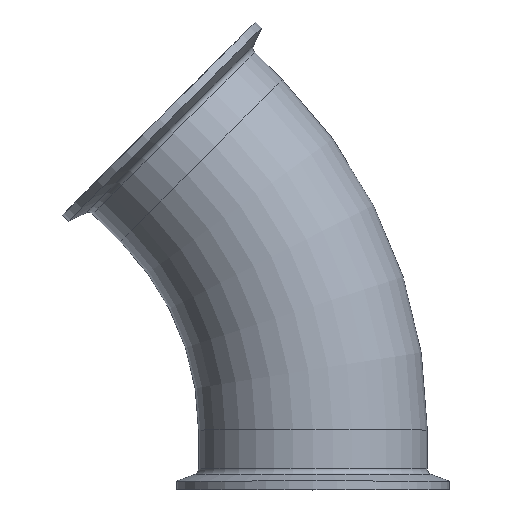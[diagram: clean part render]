
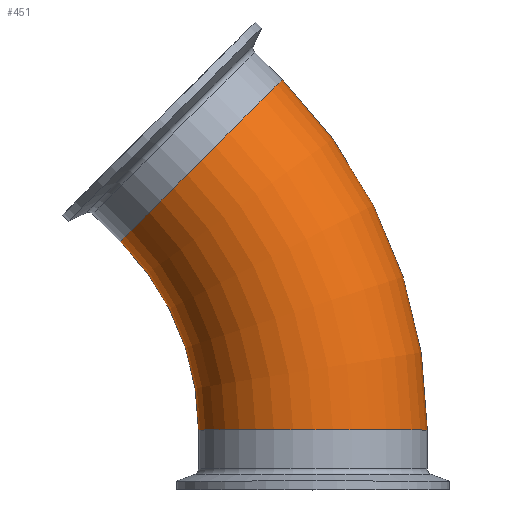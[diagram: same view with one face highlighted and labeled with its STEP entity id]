
A CAD part, top view. The second image highlights one B-rep face of the part: STEP entity #451.
In plain terms, the highlighted toroidal (fillet/blend) face has major radius 126.98 mm and minor radius 38.15 mm.
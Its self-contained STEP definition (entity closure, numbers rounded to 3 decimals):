
#84=FACE_OUTER_BOUND('',#114,.T.);
#114=EDGE_LOOP('',(#408,#409,#410,#411,#412,#413,#414,#415));
#121=CIRCLE('',#481,38.15);
#122=CIRCLE('',#482,38.15);
#123=CIRCLE('',#483,38.15);
#124=CIRCLE('',#484,38.15);
#150=CIRCLE('',#522,38.15);
#151=CIRCLE('',#523,38.15);
#169=CIRCLE('',#552,88.83);
#175=VERTEX_POINT('',#745);
#176=VERTEX_POINT('',#746);
#177=VERTEX_POINT('',#748);
#178=VERTEX_POINT('',#750);
#200=VERTEX_POINT('',#817);
#201=VERTEX_POINT('',#818);
#222=EDGE_CURVE('',#175,#176,#121,.T.);
#223=EDGE_CURVE('',#176,#177,#122,.T.);
#224=EDGE_CURVE('',#177,#178,#123,.T.);
#226=EDGE_CURVE('',#178,#175,#124,.T.);
#257=EDGE_CURVE('',#200,#201,#150,.T.);
#258=EDGE_CURVE('',#201,#200,#151,.T.);
#281=EDGE_CURVE('',#176,#200,#169,.T.);
#408=ORIENTED_EDGE('',*,*,#222,.F.);
#409=ORIENTED_EDGE('',*,*,#226,.F.);
#410=ORIENTED_EDGE('',*,*,#224,.F.);
#411=ORIENTED_EDGE('',*,*,#223,.F.);
#412=ORIENTED_EDGE('',*,*,#281,.T.);
#413=ORIENTED_EDGE('',*,*,#257,.T.);
#414=ORIENTED_EDGE('',*,*,#258,.T.);
#415=ORIENTED_EDGE('',*,*,#281,.F.);
#425=TOROIDAL_SURFACE('',#551,126.98,38.15);
#451=ADVANCED_FACE('',(#84),#425,.T.);
#481=AXIS2_PLACEMENT_3D('',#747,#574,#575);
#482=AXIS2_PLACEMENT_3D('',#749,#576,#577);
#483=AXIS2_PLACEMENT_3D('',#751,#578,#579);
#484=AXIS2_PLACEMENT_3D('',#753,#581,#582);
#522=AXIS2_PLACEMENT_3D('',#819,#662,#663);
#523=AXIS2_PLACEMENT_3D('',#820,#664,#665);
#551=AXIS2_PLACEMENT_3D('',#866,#725,#726);
#552=AXIS2_PLACEMENT_3D('',#867,#727,#728);
#574=DIRECTION('center_axis',(-0.707,0.707,0.));
#575=DIRECTION('ref_axis',(-0.707,-0.707,0.));
#576=DIRECTION('center_axis',(-0.707,0.707,0.));
#577=DIRECTION('ref_axis',(-0.707,-0.707,0.));
#578=DIRECTION('center_axis',(-0.707,0.707,0.));
#579=DIRECTION('ref_axis',(-0.707,-0.707,0.));
#581=DIRECTION('center_axis',(-0.707,0.707,0.));
#582=DIRECTION('ref_axis',(-0.707,-0.707,0.));
#662=DIRECTION('center_axis',(0.,1.,0.));
#663=DIRECTION('ref_axis',(-1.,0.,0.));
#664=DIRECTION('center_axis',(0.,1.,0.));
#665=DIRECTION('ref_axis',(-1.,0.,0.));
#725=DIRECTION('center_axis',(0.,0.,1.));
#726=DIRECTION('ref_axis',(1.,0.,0.));
#727=DIRECTION('center_axis',(0.,0.,-1.));
#728=DIRECTION('ref_axis',(1.,0.,0.));
#745=CARTESIAN_POINT('',(-37.194,37.194,-38.15));
#746=CARTESIAN_POINT('',(-64.17,10.218,0.));
#747=CARTESIAN_POINT('Origin',(-37.194,37.194,0.));
#748=CARTESIAN_POINT('',(-37.194,37.194,38.15));
#749=CARTESIAN_POINT('Origin',(-37.194,37.194,0.));
#750=CARTESIAN_POINT('',(-10.218,64.17,0.));
#751=CARTESIAN_POINT('Origin',(-37.194,37.194,0.));
#753=CARTESIAN_POINT('Origin',(-37.194,37.194,0.));
#817=CARTESIAN_POINT('',(-38.15,-52.597,0.));
#818=CARTESIAN_POINT('',(38.15,-52.597,0.));
#819=CARTESIAN_POINT('Origin',(0.,-52.597,
0.));
#820=CARTESIAN_POINT('Origin',(0.,-52.597,
0.));
#866=CARTESIAN_POINT('Origin',(-126.98,-52.597,0.));
#867=CARTESIAN_POINT('Origin',(-126.98,-52.597,0.));
